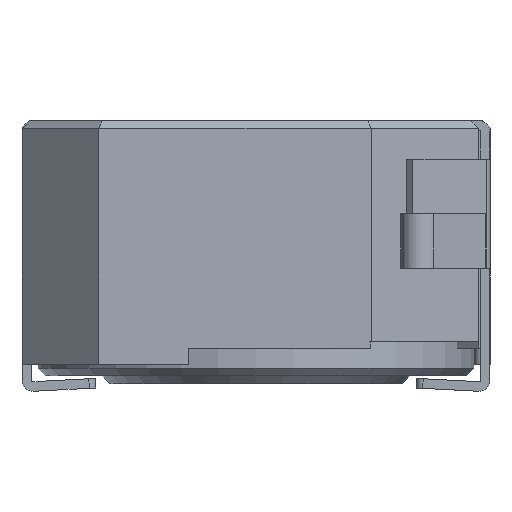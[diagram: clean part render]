
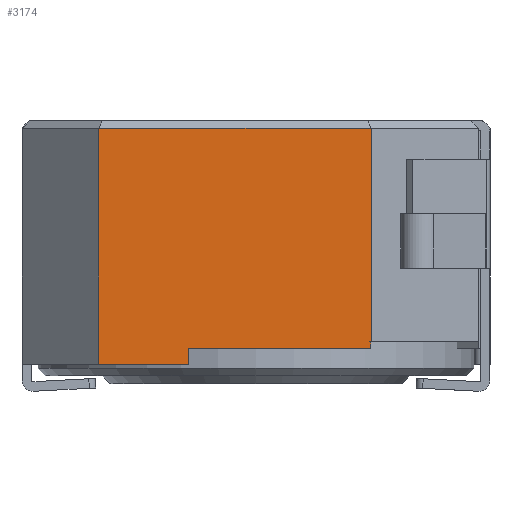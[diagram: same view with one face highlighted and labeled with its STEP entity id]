
A CAD part, left-side view. The second image highlights one B-rep face of the part: STEP entity #3174.
In plain terms, the highlighted planar face has unit normal (-1, 0, 0).
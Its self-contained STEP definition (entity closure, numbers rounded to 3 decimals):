
#396=LINE('',#6522,#646);
#397=LINE('',#6525,#647);
#398=LINE('',#6527,#648);
#399=LINE('',#6529,#649);
#400=LINE('',#6531,#650);
#401=LINE('',#6533,#651);
#402=LINE('',#6535,#652);
#403=LINE('',#6537,#653);
#646=VECTOR('',#4669,1000.);
#647=VECTOR('',#4670,1000.);
#648=VECTOR('',#4671,1000.);
#649=VECTOR('',#4672,1000.);
#650=VECTOR('',#4673,1000.);
#651=VECTOR('',#4674,1000.);
#652=VECTOR('',#4675,1000.);
#653=VECTOR('',#4676,1000.);
#1411=ORIENTED_EDGE('',*,*,#2000,.F.);
#1412=ORIENTED_EDGE('',*,*,#2001,.T.);
#1413=ORIENTED_EDGE('',*,*,#2002,.T.);
#1414=ORIENTED_EDGE('',*,*,#2003,.T.);
#1415=ORIENTED_EDGE('',*,*,#2004,.F.);
#1416=ORIENTED_EDGE('',*,*,#2005,.F.);
#1417=ORIENTED_EDGE('',*,*,#2006,.F.);
#1418=ORIENTED_EDGE('',*,*,#2007,.T.);
#2000=EDGE_CURVE('',#2350,#2351,#396,.T.);
#2001=EDGE_CURVE('',#2350,#2352,#397,.T.);
#2002=EDGE_CURVE('',#2352,#2353,#398,.T.);
#2003=EDGE_CURVE('',#2353,#2354,#399,.T.);
#2004=EDGE_CURVE('',#2355,#2354,#400,.T.);
#2005=EDGE_CURVE('',#2356,#2355,#401,.T.);
#2006=EDGE_CURVE('',#2357,#2356,#402,.T.);
#2007=EDGE_CURVE('',#2357,#2351,#403,.T.);
#2350=VERTEX_POINT('',#6523);
#2351=VERTEX_POINT('',#6524);
#2352=VERTEX_POINT('',#6526);
#2353=VERTEX_POINT('',#6528);
#2354=VERTEX_POINT('',#6530);
#2355=VERTEX_POINT('',#6532);
#2356=VERTEX_POINT('',#6534);
#2357=VERTEX_POINT('',#6536);
#2650=EDGE_LOOP('',(#1411,#1412,#1413,#1414,#1415,#1416,#1417,#1418));
#2861=FACE_BOUND('',#2650,.T.);
#2998=PLANE('',#4050);
#3174=ADVANCED_FACE('',(#2861),#2998,.F.);
#4050=AXIS2_PLACEMENT_3D('',#6521,#4667,#4668);
#4667=DIRECTION('',(1.,0.,0.));
#4668=DIRECTION('',(0.,0.,-1.));
#4669=DIRECTION('',(0.,0.,-1.));
#4670=DIRECTION('',(0.,1.,0.));
#4671=DIRECTION('',(0.,0.,-1.));
#4672=DIRECTION('',(0.,-1.,0.));
#4673=DIRECTION('',(0.,0.,-1.));
#4674=DIRECTION('',(0.,1.,0.));
#4675=DIRECTION('',(0.,0.,-1.));
#4676=DIRECTION('',(0.,-1.,0.));
#6521=CARTESIAN_POINT('',(-3.65,3.65,3.8));
#6522=CARTESIAN_POINT('',(-3.65,-1.795,11.001));
#6523=CARTESIAN_POINT('',(-3.65,-1.795,3.68));
#6524=CARTESIAN_POINT('',(-3.65,-1.795,0.35));
#6525=CARTESIAN_POINT('',(-3.65,2.45,3.68));
#6526=CARTESIAN_POINT('',(-3.65,2.45,3.68));
#6527=CARTESIAN_POINT('',(-3.65,2.45,3.8));
#6528=CARTESIAN_POINT('',(-3.65,2.45,0.));
#6529=CARTESIAN_POINT('',(-3.65,3.65,0.));
#6530=CARTESIAN_POINT('',(-3.65,1.05,0.));
#6531=CARTESIAN_POINT('',(-3.65,1.05,0.25));
#6532=CARTESIAN_POINT('',(-3.65,1.05,0.25));
#6533=CARTESIAN_POINT('',(-3.65,1.05,0.25));
#6534=CARTESIAN_POINT('',(-3.65,-1.79,0.25));
#6535=CARTESIAN_POINT('',(-3.65,-1.79,3.8));
#6536=CARTESIAN_POINT('',(-3.65,-1.79,0.35));
#6537=CARTESIAN_POINT('',(-3.65,3.65,0.35));
